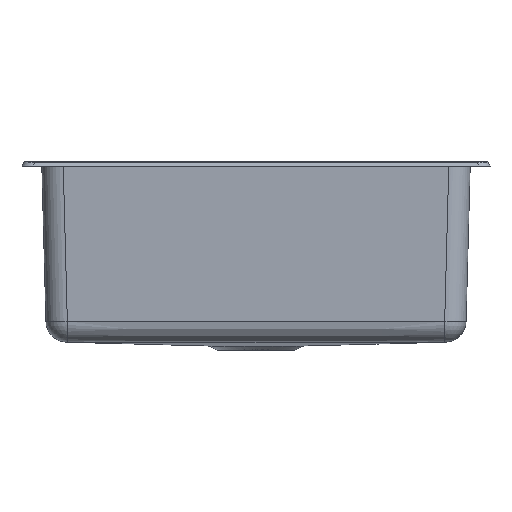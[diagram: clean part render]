
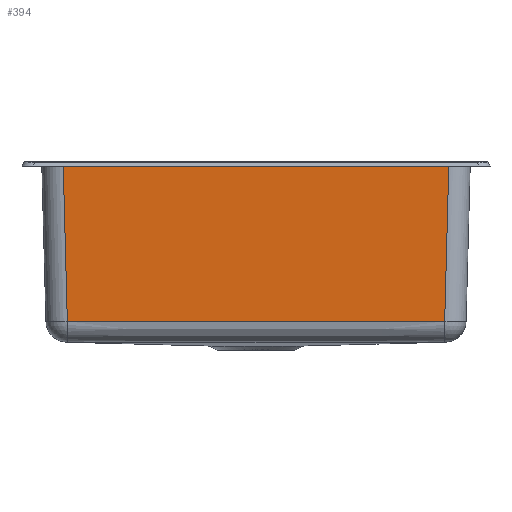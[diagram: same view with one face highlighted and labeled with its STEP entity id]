
A CAD part, front view. The second image highlights one B-rep face of the part: STEP entity #394.
In plain terms, the highlighted planar face has unit normal (0, -1, -0.026).
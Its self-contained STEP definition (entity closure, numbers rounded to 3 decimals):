
#259=LINE('',#3078,#323);
#261=LINE('',#3082,#325);
#263=LINE('',#3088,#327);
#323=VECTOR('',#2057,1.);
#325=VECTOR('',#2063,1.);
#327=VECTOR('',#2069,1.);
#394=ADVANCED_FACE('',(#616),#462,.T.);
#462=PLANE('',#1776);
#506=B_SPLINE_CURVE_WITH_KNOTS('',3,(#2994,#2995,#2996,#2997,#2998,#2999,
#3000,#3001,#3002,#3003),.UNSPECIFIED.,.F.,.F.,(4,3,3,4),(0.,0.333,
0.665,1.),.UNSPECIFIED.);
#616=FACE_OUTER_BOUND('',#724,.T.);
#724=EDGE_LOOP('',(#1008,#1009,#1010,#1011));
#1008=ORIENTED_EDGE('',*,*,#1561,.T.);
#1009=ORIENTED_EDGE('',*,*,#1566,.T.);
#1010=ORIENTED_EDGE('',*,*,#1563,.T.);
#1011=ORIENTED_EDGE('',*,*,#1546,.T.);
#1358=VERTEX_POINT('',#2993);
#1359=VERTEX_POINT('',#3004);
#1365=VERTEX_POINT('',#3077);
#1366=VERTEX_POINT('',#3083);
#1546=EDGE_CURVE('',#1359,#1358,#506,.T.);
#1561=EDGE_CURVE('',#1358,#1365,#259,.T.);
#1563=EDGE_CURVE('',#1366,#1359,#261,.T.);
#1566=EDGE_CURVE('',#1365,#1366,#263,.T.);
#1776=AXIS2_PLACEMENT_3D('',#3089,#2070,#2071);
#2057=DIRECTION('',(0.026,-0.026,0.999));
#2063=DIRECTION('',(0.026,0.026,-0.999));
#2069=DIRECTION('',(-1.,0.,0.));
#2070=DIRECTION('',(0.,-1.,-0.026));
#2071=DIRECTION('',(0.,0.026,-1.));
#2993=CARTESIAN_POINT('',(220.132,-195.123,-186.24));
#2994=CARTESIAN_POINT('',(-220.132,-195.123,-186.24));
#2995=CARTESIAN_POINT('',(-171.322,-195.123,-186.259));
#2996=CARTESIAN_POINT('',(-122.513,-195.122,-186.274));
#2997=CARTESIAN_POINT('',(-73.704,-195.122,-186.283));
#2998=CARTESIAN_POINT('',(-24.894,-195.122,-186.291));
#2999=CARTESIAN_POINT('',(23.915,-195.122,-186.291));
#3000=CARTESIAN_POINT('',(72.725,-195.122,-186.283));
#3001=CARTESIAN_POINT('',(121.86,-195.122,-186.275));
#3002=CARTESIAN_POINT('',(170.996,-195.123,-186.259));
#3003=CARTESIAN_POINT('',(220.132,-195.123,-186.24));
#3004=CARTESIAN_POINT('',(-220.132,-195.123,-186.24));
#3077=CARTESIAN_POINT('',(224.906,-199.897,-3.921));
#3078=CARTESIAN_POINT('',(224.683,-199.675,-12.422));
#3082=CARTESIAN_POINT('',(-225.026,-200.017,0.654));
#3083=CARTESIAN_POINT('',(-224.906,-199.897,-3.921));
#3088=CARTESIAN_POINT('',(-250.,-199.897,-3.921));
#3089=CARTESIAN_POINT('',(-250.,-200.,0.));
